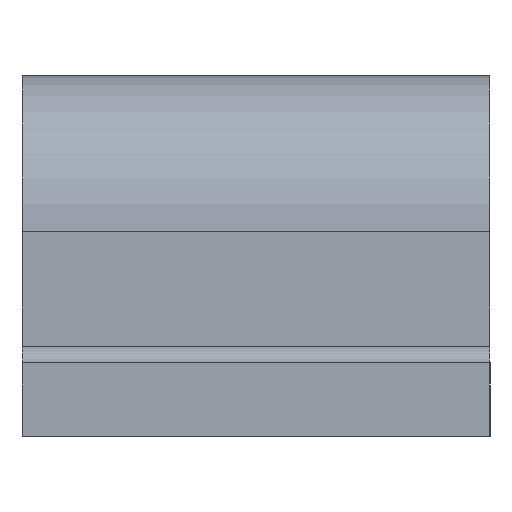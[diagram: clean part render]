
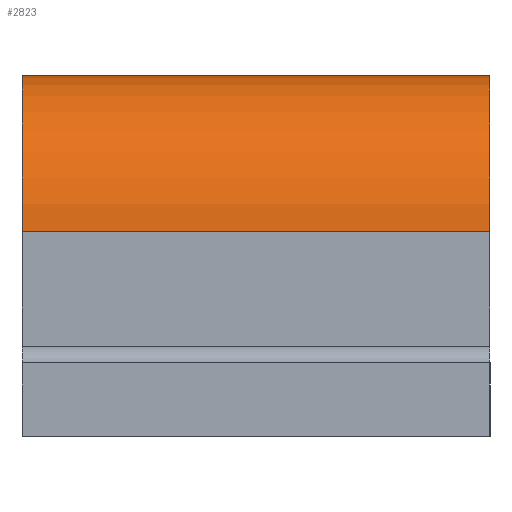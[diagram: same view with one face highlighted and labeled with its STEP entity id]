
A CAD part, left-side view. The second image highlights one B-rep face of the part: STEP entity #2823.
In plain terms, the highlighted cylindrical face has radius 95 mm (diameter 190 mm), a partial arc.
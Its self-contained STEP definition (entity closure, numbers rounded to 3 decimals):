
#58 = DIRECTION ( 'NONE',  ( 0., -1., 0. ) ) ;
#93 = CARTESIAN_POINT ( 'NONE',  ( -0.7, 325., 95. ) ) ;
#123 = CARTESIAN_POINT ( 'NONE',  ( -95.7, 325., 0. ) ) ;
#146 = LINE ( 'NONE', #1381, #3413 ) ;
#587 = VERTEX_POINT ( 'NONE', #3513 ) ;
#756 = CARTESIAN_POINT ( 'NONE',  ( -0.7, 325.857, 0. ) ) ;
#883 = ORIENTED_EDGE ( 'NONE', *, *, #3724, .T. ) ;
#1007 = CARTESIAN_POINT ( 'NONE',  ( -95.7, 40., 0. ) ) ;
#1071 = DIRECTION ( 'NONE',  ( 0., -1., 0. ) ) ;
#1112 = VECTOR ( 'NONE', #1071, 1000. ) ;
#1381 = CARTESIAN_POINT ( 'NONE',  ( -0.7, 325., 95. ) ) ;
#1394 = EDGE_CURVE ( 'NONE', #2697, #587, #146, .T. ) ;
#1460 = VERTEX_POINT ( 'NONE', #123 ) ;
#1568 = CIRCLE ( 'NONE', #3771, 95. ) ;
#1606 = DIRECTION ( 'NONE',  ( 0., 0., 1. ) ) ;
#1830 = ORIENTED_EDGE ( 'NONE', *, *, #1394, .F. ) ;
#1987 = DIRECTION ( 'NONE',  ( 0., -1., 0. ) ) ;
#2031 = DIRECTION ( 'NONE',  ( -1., 0., 0. ) ) ;
#2052 = CARTESIAN_POINT ( 'NONE',  ( -0.7, 40., 0. ) ) ;
#2071 = AXIS2_PLACEMENT_3D ( 'NONE', #756, #1987, #1606 ) ;
#2390 = FACE_OUTER_BOUND ( 'NONE', #4655, .T. ) ;
#2589 = EDGE_CURVE ( 'NONE', #587, #3084, #1568, .T. ) ;
#2697 = VERTEX_POINT ( 'NONE', #93 ) ;
#2823 = ADVANCED_FACE ( 'NONE', ( #2390 ), #3923, .T. ) ;
#3084 = VERTEX_POINT ( 'NONE', #1007 ) ;
#3088 = CARTESIAN_POINT ( 'NONE',  ( -95.7, 325., 0. ) ) ;
#3250 = DIRECTION ( 'NONE',  ( 0., 0., 1. ) ) ;
#3268 = EDGE_CURVE ( 'NONE', #1460, #2697, #4324, .T. ) ;
#3332 = DIRECTION ( 'NONE',  ( 0., -1., 0. ) ) ;
#3360 = ORIENTED_EDGE ( 'NONE', *, *, #3268, .F. ) ;
#3413 = VECTOR ( 'NONE', #3332, 1000. ) ;
#3459 = ORIENTED_EDGE ( 'NONE', *, *, #2589, .F. ) ;
#3513 = CARTESIAN_POINT ( 'NONE',  ( -0.7, 40., 95. ) ) ;
#3724 = EDGE_CURVE ( 'NONE', #1460, #3084, #4147, .T. ) ;
#3771 = AXIS2_PLACEMENT_3D ( 'NONE', #2052, #58, #3250 ) ;
#3923 = CYLINDRICAL_SURFACE ( 'NONE', #2071, 95. ) ;
#3968 = DIRECTION ( 'NONE',  ( 0., 1., 0. ) ) ;
#3992 = AXIS2_PLACEMENT_3D ( 'NONE', #4359, #3968, #2031 ) ;
#4147 = LINE ( 'NONE', #3088, #1112 ) ;
#4324 = CIRCLE ( 'NONE', #3992, 95. ) ;
#4359 = CARTESIAN_POINT ( 'NONE',  ( -0.7, 325., 0. ) ) ;
#4655 = EDGE_LOOP ( 'NONE', ( #3459, #1830, #3360, #883 ) ) ;
